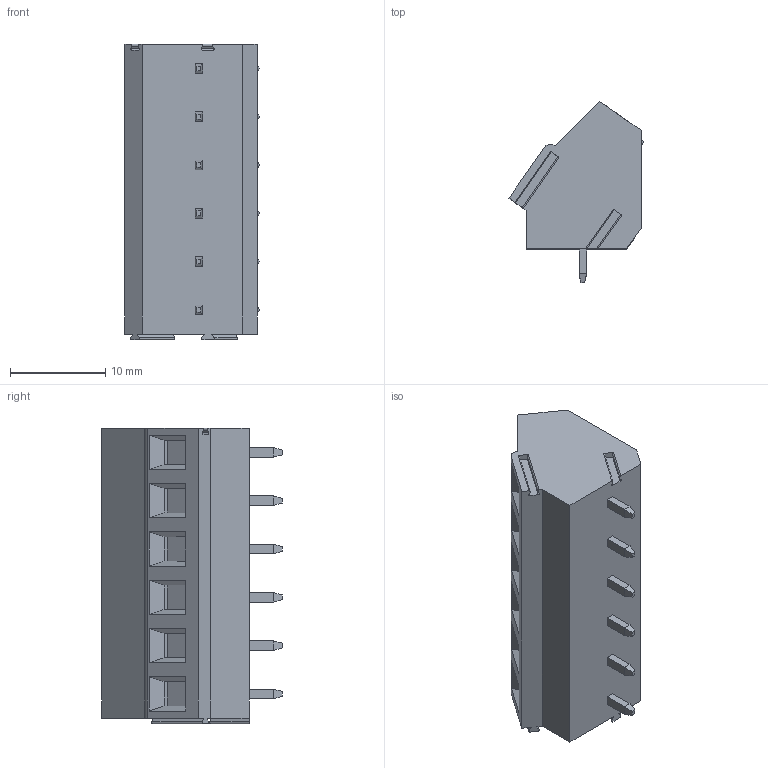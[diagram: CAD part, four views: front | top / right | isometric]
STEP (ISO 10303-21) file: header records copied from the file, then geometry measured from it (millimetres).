
FILE_DESCRIPTION((''),'2;1');
FILE_NAME('TL307','2024-12-14T',('yanfa'),(''),'PRO/ENGINEER BY PARAMETRIC TECHNOLOGY CORPORATION, 2009280','PRO/ENGINEER BY PARAMETRIC TECHNOLOGY CORPORATION, 2009280','');
FILE_SCHEMA(('AUTOMOTIVE_DESIGN_CC2 { 1 2 10303 214 -1 1 5 2 }'));
Length unit declared in the file: millimetre
Products named in the file (1): TL307
Bounding box: 14.11 x 19.03 x 31.08 mm (x, y, z)
Volume: 4519.2 mm3; surface area: 2204.2 mm2
Topology: 1 solids, 1 shells, 279 faces, 675 edges, 422 vertices
Faces by surface type: plane 176, cylinder 61, cone 24, torus 12, sphere 6
Entity records: 8165 total; most frequent: CARTESIAN_POINT 1559, DIRECTION 1367, ORIENTED_EDGE 1350, EDGE_CURVE 675, VECTOR 481, LINE 481, AXIS2_PLACEMENT_3D 443, VERTEX_POINT 422
